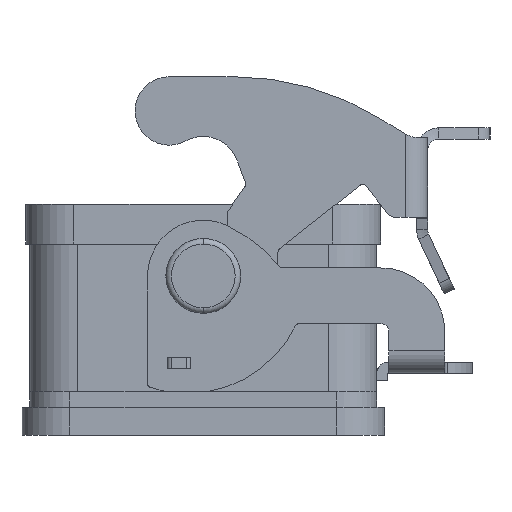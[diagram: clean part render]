
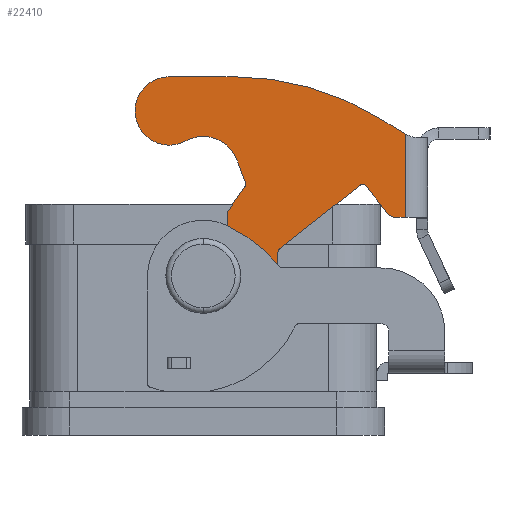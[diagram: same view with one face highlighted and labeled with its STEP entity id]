
A CAD part, left-side view. The second image highlights one B-rep face of the part: STEP entity #22410.
In plain terms, the highlighted planar face has unit normal (-1, 0, 0).
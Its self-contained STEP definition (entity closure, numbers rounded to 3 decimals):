
#520=CARTESIAN_POINT('',(-63.,4.26,25.));
#530=VERTEX_POINT('',#520);
#580=CARTESIAN_POINT('',(-63.,4.26,20.7));
#590=DIRECTION('',(1.,0.,0.));
#600=DIRECTION('',(0.,-0.484,-0.875));
#610=AXIS2_PLACEMENT_3D('',#580,#590,#600);
#620=CIRCLE('',#610,4.3);
#630=CARTESIAN_POINT('',(-63.,2.179,16.938));
#640=VERTEX_POINT('',#630);
#650=EDGE_CURVE('',#640,#530,#620,.T.);
#19390=CARTESIAN_POINT('',(-63.,4.5,-10.138));
#19400=DIRECTION('',(0.,-1.,0.));
#19410=VECTOR('',#19400,2.9);
#19420=LINE('',#19390,#19410);
#19430=CARTESIAN_POINT('',(-63.,4.5,-10.138));
#19440=VERTEX_POINT('',#19430);
#19450=CARTESIAN_POINT('',(-63.,1.6,-10.138));
#19460=VERTEX_POINT('',#19450);
#19470=EDGE_CURVE('',#19440,#19460,#19420,.T.);
#20180=CARTESIAN_POINT('',(-63.,-35.484,9.888));
#20190=DIRECTION('',(1.,-0.,0.));
#20200=DIRECTION('',(0.,0.,-1.));
#20210=AXIS2_PLACEMENT_3D('',#20180,#20190,#20200);
#20220=PLANE('',#20210);
#20230=CARTESIAN_POINT('',(-63.,4.5,-10.138));
#20240=DIRECTION('',(0.,0.,1.));
#20250=VECTOR('',#20240,0.138);
#20260=LINE('',#20230,#20250);
#20270=CARTESIAN_POINT('',(-63.,4.5,-10.));
#20280=VERTEX_POINT('',#20270);
#20290=EDGE_CURVE('',#19440,#20280,#20260,.T.);
#20300=ORIENTED_EDGE('',*,*,#20290,.F.);
#20310=CARTESIAN_POINT('',(-63.,4.5,-10.));
#20320=DIRECTION('',(0.,1.,0.));
#20330=VECTOR('',#20320,0.8);
#20340=LINE('',#20310,#20330);
#20350=CARTESIAN_POINT('',(-63.,5.3,-10.));
#20360=VERTEX_POINT('',#20350);
#20370=EDGE_CURVE('',#20280,#20360,#20340,.T.);
#20380=ORIENTED_EDGE('',*,*,#20370,.F.);
#20390=CARTESIAN_POINT('',(-63.,5.3,-9.8));
#20400=DIRECTION('',(1.,0.,0.));
#20410=DIRECTION('',(0.,0.,-1.));
#20420=AXIS2_PLACEMENT_3D('',#20390,#20400,#20410);
#20430=CIRCLE('',#20420,0.2);
#20440=CARTESIAN_POINT('',(-63.,5.5,-9.8));
#20450=VERTEX_POINT('',#20440);
#20460=EDGE_CURVE('',#20360,#20450,#20430,.T.);
#20470=ORIENTED_EDGE('',*,*,#20460,.F.);
#20480=CARTESIAN_POINT('',(-63.,5.5,-9.8));
#20490=DIRECTION('',(0.,0.,1.));
#20500=VECTOR('',#20490,2.988);
#20510=LINE('',#20480,#20500);
#20520=CARTESIAN_POINT('',(-63.,5.5,-6.812));
#20530=VERTEX_POINT('',#20520);
#20540=EDGE_CURVE('',#20450,#20530,#20510,.T.);
#20550=ORIENTED_EDGE('',*,*,#20540,.F.);
#20560=CARTESIAN_POINT('',(-63.,4.5,-6.812));
#20570=DIRECTION('',(1.,0.,0.));
#20580=DIRECTION('',(0.,1.,0.));
#20590=AXIS2_PLACEMENT_3D('',#20560,#20570,#20580);
#20600=CIRCLE('',#20590,1.);
#20610=CARTESIAN_POINT('',(-63.,4.759,-5.846));
#20620=VERTEX_POINT('',#20610);
#20630=EDGE_CURVE('',#20530,#20620,#20600,.T.);
#20640=ORIENTED_EDGE('',*,*,#20630,.F.);
#20650=CARTESIAN_POINT('',(-63.,4.759,-5.846));
#20660=DIRECTION('',(0.,-0.966,0.259));
#20670=VECTOR('',#20660,7.265);
#20680=LINE('',#20650,#20670);
#20690=CARTESIAN_POINT('',(-63.,-2.259,-3.966));
#20700=VERTEX_POINT('',#20690);
#20710=EDGE_CURVE('',#20620,#20700,#20680,.T.);
#20720=ORIENTED_EDGE('',*,*,#20710,.F.);
#20730=CARTESIAN_POINT('',(-63.,-2.,-3.));
#20740=DIRECTION('',(-1.,0.,0.));
#20750=DIRECTION('',(0.,1.,0.));
#20760=AXIS2_PLACEMENT_3D('',#20730,#20740,#20750);
#20770=CIRCLE('',#20760,1.);
#20780=CARTESIAN_POINT('',(-63.,-3.,-3.));
#20790=VERTEX_POINT('',#20780);
#20800=EDGE_CURVE('',#20700,#20790,#20770,.T.);
#20810=ORIENTED_EDGE('',*,*,#20800,.F.);
#20820=CARTESIAN_POINT('',(-63.,-3.,-3.));
#20830=DIRECTION('',(0.,0.,1.));
#20840=VECTOR('',#20830,11.);
#20850=LINE('',#20820,#20840);
#20860=CARTESIAN_POINT('',(-63.,-3.,8.));
#20870=VERTEX_POINT('',#20860);
#20880=EDGE_CURVE('',#20790,#20870,#20850,.T.);
#20890=ORIENTED_EDGE('',*,*,#20880,.F.);
#20900=CARTESIAN_POINT('',(-63.,-3.,8.));
#20910=DIRECTION('',(0.,-0.57,0.822));
#20920=VECTOR('',#20910,3.912);
#20930=LINE('',#20900,#20920);
#20940=CARTESIAN_POINT('',(-63.,-5.229,11.215));
#20950=VERTEX_POINT('',#20940);
#20960=EDGE_CURVE('',#20870,#20950,#20930,.T.);
#20970=ORIENTED_EDGE('',*,*,#20960,.F.);
#20980=CARTESIAN_POINT('',(-63.,-4.818,11.5));
#20990=DIRECTION('',(-1.,0.,0.));
#21000=DIRECTION('',(0.,0.938,-0.346));
#21010=AXIS2_PLACEMENT_3D('',#20980,#20990,#21000);
#21020=CIRCLE('',#21010,0.5);
#21030=CARTESIAN_POINT('',(-63.,-5.287,11.673));
#21040=VERTEX_POINT('',#21030);
#21050=EDGE_CURVE('',#20950,#21040,#21020,.T.);
#21060=ORIENTED_EDGE('',*,*,#21050,.F.);
#21070=CARTESIAN_POINT('',(-63.,-5.287,11.673));
#21080=DIRECTION('',(0.,0.346,0.938));
#21090=VECTOR('',#21080,3.076);
#21100=LINE('',#21070,#21090);
#21110=CARTESIAN_POINT('',(-63.,-4.221,14.559));
#21120=VERTEX_POINT('',#21110);
#21130=EDGE_CURVE('',#21040,#21120,#21100,.T.);
#21140=ORIENTED_EDGE('',*,*,#21130,.F.);
#21150=CARTESIAN_POINT('',(-63.,0.,13.));
#21160=DIRECTION('',(-1.,0.,0.));
#21170=DIRECTION('',(0.,-0.484,-0.875));
#21180=AXIS2_PLACEMENT_3D('',#21150,#21160,#21170);
#21190=CIRCLE('',#21180,4.5);
#21200=EDGE_CURVE('',#21120,#640,#21190,.T.);
#21210=ORIENTED_EDGE('',*,*,#21200,.F.);
#21220=ORIENTED_EDGE('',*,*,#650,.F.);
#21230=CARTESIAN_POINT('',(-63.,4.26,25.));
#21240=DIRECTION('',(0.,-1.,0.));
#21250=VECTOR('',#21240,8.);
#21260=LINE('',#21230,#21250);
#21270=CARTESIAN_POINT('',(-63.,-3.74,25.));
#21280=VERTEX_POINT('',#21270);
#21290=EDGE_CURVE('',#530,#21280,#21260,.T.);
#21300=ORIENTED_EDGE('',*,*,#21290,.F.);
#21310=CARTESIAN_POINT('',(-63.,-3.74,-10.));
#21320=DIRECTION('',(1.,0.,0.));
#21330=DIRECTION('',(0.,0.,1.));
#21340=AXIS2_PLACEMENT_3D('',#21310,#21320,#21330);
#21350=CIRCLE('',#21340,35.);
#21360=CARTESIAN_POINT('',(-63.,-22.025,19.843));
#21370=VERTEX_POINT('',#21360);
#21380=EDGE_CURVE('',#21280,#21370,#21350,.T.);
#21390=ORIENTED_EDGE('',*,*,#21380,.F.);
#21400=CARTESIAN_POINT('',(-63.,-22.025,19.843));
#21410=DIRECTION('',(0.,-0.853,-0.522))
;
#21420=VECTOR('',#21410,3.919);
#21430=LINE('',#21400,#21420);
#21440=CARTESIAN_POINT('',(-63.,-25.367,17.796));
#21450=VERTEX_POINT('',#21440);
#21460=EDGE_CURVE('',#21370,#21450,#21430,.T.);
#21470=ORIENTED_EDGE('',*,*,#21460,.F.);
#21480=CARTESIAN_POINT('',(-63.,-25.367,7.361));
#21490=DIRECTION('',(0.,0.,1.));
#21500=VECTOR('',#21490,10.435);
#21510=LINE('',#21480,#21500);
#21520=CARTESIAN_POINT('',(-63.,-25.367,7.361));
#21530=VERTEX_POINT('',#21520);
#21540=EDGE_CURVE('',#21530,#21450,#21510,.T.);
#21550=ORIENTED_EDGE('',*,*,#21540,.T.);
#21560=CARTESIAN_POINT('',(-63.,-25.367,7.361));
#21570=DIRECTION('',(0.,1.,0.));
#21580=VECTOR('',#21570,1.367);
#21590=LINE('',#21560,#21580);
#21600=CARTESIAN_POINT('',(-63.,-24.,7.361));
#21610=VERTEX_POINT('',#21600);
#21620=EDGE_CURVE('',#21530,#21610,#21590,.T.);
#21630=ORIENTED_EDGE('',*,*,#21620,.F.);
#21640=CARTESIAN_POINT('',(-63.,-24.,8.361));
#21650=DIRECTION('',(1.,0.,0.));
#21660=DIRECTION('',(0.,0.,-1.));
#21670=AXIS2_PLACEMENT_3D('',#21640,#21650,#21660);
#21680=CIRCLE('',#21670,1.);
#21690=CARTESIAN_POINT('',(-63.,-23.216,7.741));
#21700=VERTEX_POINT('',#21690);
#21710=EDGE_CURVE('',#21610,#21700,#21680,.T.);
#21720=ORIENTED_EDGE('',*,*,#21710,.F.);
#21730=CARTESIAN_POINT('',(-63.,-23.216,7.741));
#21740=DIRECTION('',(0.,0.62,0.784));
#21750=VECTOR('',#21740,4.551);
#21760=LINE('',#21730,#21750);
#21770=CARTESIAN_POINT('',(-63.,-20.392,11.31));
#21780=VERTEX_POINT('',#21770);
#21790=EDGE_CURVE('',#21700,#21780,#21760,.T.);
#21800=ORIENTED_EDGE('',*,*,#21790,.F.);
#21810=CARTESIAN_POINT('',(-63.,-20.,11.));
#21820=DIRECTION('',(-1.,0.,0.));
#21830=DIRECTION('',(0.,-0.62,-0.784));
#21840=AXIS2_PLACEMENT_3D('',#21810,#21820,#21830);
#21850=CIRCLE('',#21840,0.5);
#21860=CARTESIAN_POINT('',(-63.,-19.69,11.392));
#21870=VERTEX_POINT('',#21860);
#21880=EDGE_CURVE('',#21780,#21870,#21850,.T.);
#21890=ORIENTED_EDGE('',*,*,#21880,.F.);
#21900=CARTESIAN_POINT('',(-63.,-19.69,11.392));
#21910=DIRECTION('',(0.,0.784,-0.62));
#21920=VECTOR('',#21910,12.895);
#21930=LINE('',#21900,#21920);
#21940=CARTESIAN_POINT('',(-63.,-9.576,3.392));
#21950=VERTEX_POINT('',#21940);
#21960=EDGE_CURVE('',#21870,#21950,#21930,.T.);
#21970=ORIENTED_EDGE('',*,*,#21960,.F.);
#21980=CARTESIAN_POINT('',(-63.,-9.886,3.));
#21990=DIRECTION('',(-1.,0.,0.));
#22000=DIRECTION('',(0.,-0.996,-0.087));
#22010=AXIS2_PLACEMENT_3D('',#21980,#21990,#22000);
#22020=CIRCLE('',#22010,0.5);
#22030=CARTESIAN_POINT('',(-63.,-9.388,3.044));
#22040=VERTEX_POINT('',#22030);
#22050=EDGE_CURVE('',#21950,#22040,#22020,.T.);
#22060=ORIENTED_EDGE('',*,*,#22050,.F.);
#22070=CARTESIAN_POINT('',(-63.,-9.388,3.044));
#22080=DIRECTION('',(0.,0.087,-0.996));
#22090=VECTOR('',#22080,4.846);
#22100=LINE('',#22070,#22090);
#22110=CARTESIAN_POINT('',(-63.,-8.966,-1.784));
#22120=VERTEX_POINT('',#22110);
#22130=EDGE_CURVE('',#22040,#22120,#22100,.T.);
#22140=ORIENTED_EDGE('',*,*,#22130,.F.);
#22150=CARTESIAN_POINT('',(-63.,0.,-1.));
#22160=DIRECTION('',(1.,0.,0.));
#22170=DIRECTION('',(0.,-0.996,-0.087));
#22180=AXIS2_PLACEMENT_3D('',#22150,#22160,#22170);
#22190=CIRCLE('',#22180,9.);
#22200=CARTESIAN_POINT('',(-63.,0.,-10.));
#22210=VERTEX_POINT('',#22200);
#22220=EDGE_CURVE('',#22120,#22210,#22190,.T.);
#22230=ORIENTED_EDGE('',*,*,#22220,.F.);
#22240=CARTESIAN_POINT('',(-63.,0.,-10.));
#22250=DIRECTION('',(0.,1.,0.));
#22260=VECTOR('',#22250,1.6);
#22270=LINE('',#22240,#22260);
#22280=CARTESIAN_POINT('',(-63.,1.6,-10.));
#22290=VERTEX_POINT('',#22280);
#22300=EDGE_CURVE('',#22210,#22290,#22270,.T.);
#22310=ORIENTED_EDGE('',*,*,#22300,.F.);
#22320=CARTESIAN_POINT('',(-63.,1.6,-10.));
#22330=DIRECTION('',(0.,0.,-1.));
#22340=VECTOR('',#22330,0.138);
#22350=LINE('',#22320,#22340);
#22360=EDGE_CURVE('',#22290,#19460,#22350,.T.);
#22370=ORIENTED_EDGE('',*,*,#22360,.F.);
#22380=ORIENTED_EDGE('',*,*,#19470,.T.);
#22390=EDGE_LOOP('',(#22380,#22370,#22310,#22230,#22140,#22060,#21970,
#21890,#21800,#21720,#21630,#21550,#21470,#21390,#21300,#21220,#21210,
#21140,#21060,#20970,#20890,#20810,#20720,#20640,#20550,#20470,#20380,
#20300));
#22400=FACE_OUTER_BOUND('',#22390,.T.);
#22410=ADVANCED_FACE('',(#22400),#20220,.F.);
